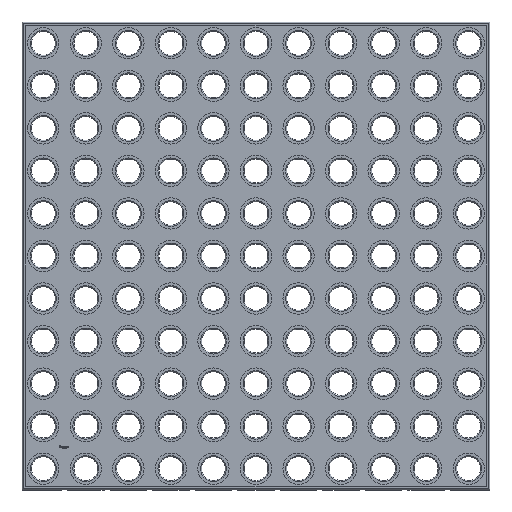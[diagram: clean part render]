
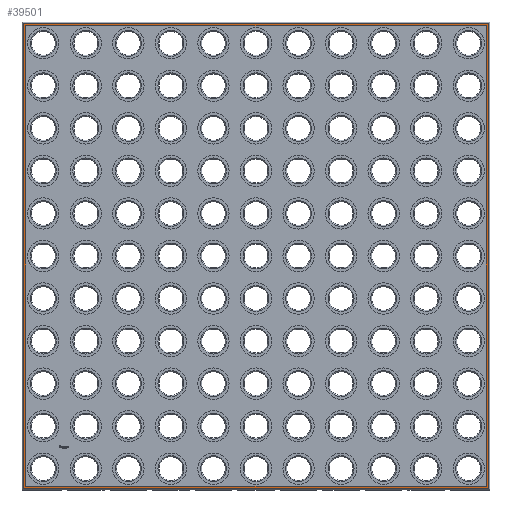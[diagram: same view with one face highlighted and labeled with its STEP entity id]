
A CAD part, top view. The second image highlights one B-rep face of the part: STEP entity #39501.
In plain terms, the highlighted planar face has unit normal (0, 0, 1).
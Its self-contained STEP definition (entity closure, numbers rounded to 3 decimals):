
#100 = PLANE('',#101);
#101 = AXIS2_PLACEMENT_3D('',#102,#103,#104);
#102 = CARTESIAN_POINT('',(-6.25,131.1,2.975));
#103 = DIRECTION('',(0.,0.707,0.707));
#104 = DIRECTION('',(-1.,0.,0.));
#7287 = PLANE('',#7288);
#7288 = AXIS2_PLACEMENT_3D('',#7289,#7290,#7291);
#7289 = CARTESIAN_POINT('',(131.1,131.25,2.975));
#7290 = DIRECTION('',(0.707,0.,0.707)
  );
#7291 = DIRECTION('',(0.,1.,0.));
#8449 = VERTEX_POINT('',#8450);
#8450 = CARTESIAN_POINT('',(-5.95,130.95,3.125));
#8464 = PLANE('',#8465);
#8465 = AXIS2_PLACEMENT_3D('',#8466,#8467,#8468);
#8466 = CARTESIAN_POINT('',(-6.1,-6.25,2.975));
#8467 = DIRECTION('',(-0.707,0.,0.707
    ));
#8468 = DIRECTION('',(0.,-1.,0.));
#8478 = VERTEX_POINT('',#8479);
#8479 = CARTESIAN_POINT('',(130.95,130.95,3.125));
#8500 = EDGE_CURVE('',#8449,#8478,#8501,.T.);
#8501 = SURFACE_CURVE('',#8502,(#8506,#8513),.PCURVE_S1.);
#8502 = LINE('',#8503,#8504);
#8503 = CARTESIAN_POINT('',(-6.25,130.95,3.125));
#8504 = VECTOR('',#8505,1.);
#8505 = DIRECTION('',(1.,0.,0.));
#8506 = PCURVE('',#100,#8507);
#8507 = DEFINITIONAL_REPRESENTATION('',(#8508),#8512);
#8508 = LINE('',#8509,#8510);
#8509 = CARTESIAN_POINT('',(0.,0.212));
#8510 = VECTOR('',#8511,1.);
#8511 = DIRECTION('',(-1.,0.));
#8512 = ( GEOMETRIC_REPRESENTATION_CONTEXT(2) 
PARAMETRIC_REPRESENTATION_CONTEXT() REPRESENTATION_CONTEXT('2D SPACE',''
  ) );
#8513 = PCURVE('',#8514,#8519);
#8514 = PLANE('',#8515);
#8515 = AXIS2_PLACEMENT_3D('',#8516,#8517,#8518);
#8516 = CARTESIAN_POINT('',(62.5,62.5,3.125));
#8517 = DIRECTION('',(0.,0.,1.));
#8518 = DIRECTION('',(1.,0.,0.));
#8519 = DEFINITIONAL_REPRESENTATION('',(#8520),#8524);
#8520 = LINE('',#8521,#8522);
#8521 = CARTESIAN_POINT('',(-68.75,68.45));
#8522 = VECTOR('',#8523,1.);
#8523 = DIRECTION('',(1.,0.));
#8524 = ( GEOMETRIC_REPRESENTATION_CONTEXT(2) 
PARAMETRIC_REPRESENTATION_CONTEXT() REPRESENTATION_CONTEXT('2D SPACE',''
  ) );
#38423 = PLANE('',#38424);
#38424 = AXIS2_PLACEMENT_3D('',#38425,#38426,#38427);
#38425 = CARTESIAN_POINT('',(131.25,-6.1,2.975));
#38426 = DIRECTION('',(0.,-0.707,
    0.707));
#38427 = DIRECTION('',(-1.,0.,0.));
#39410 = VERTEX_POINT('',#39411);
#39411 = CARTESIAN_POINT('',(130.95,-5.95,3.125));
#39432 = EDGE_CURVE('',#8478,#39410,#39433,.T.);
#39433 = SURFACE_CURVE('',#39434,(#39438,#39445),.PCURVE_S1.);
#39434 = LINE('',#39435,#39436);
#39435 = CARTESIAN_POINT('',(130.95,131.25,3.125));
#39436 = VECTOR('',#39437,1.);
#39437 = DIRECTION('',(0.,-1.,0.));
#39438 = PCURVE('',#7287,#39439);
#39439 = DEFINITIONAL_REPRESENTATION('',(#39440),#39444);
#39440 = LINE('',#39441,#39442);
#39441 = CARTESIAN_POINT('',(0.,0.212));
#39442 = VECTOR('',#39443,1.);
#39443 = DIRECTION('',(-1.,0.));
#39444 = ( GEOMETRIC_REPRESENTATION_CONTEXT(2) 
PARAMETRIC_REPRESENTATION_CONTEXT() REPRESENTATION_CONTEXT('2D SPACE',''
  ) );
#39445 = PCURVE('',#8514,#39446);
#39446 = DEFINITIONAL_REPRESENTATION('',(#39447),#39451);
#39447 = LINE('',#39448,#39449);
#39448 = CARTESIAN_POINT('',(68.45,68.75));
#39449 = VECTOR('',#39450,1.);
#39450 = DIRECTION('',(0.,-1.));
#39451 = ( GEOMETRIC_REPRESENTATION_CONTEXT(2) 
PARAMETRIC_REPRESENTATION_CONTEXT() REPRESENTATION_CONTEXT('2D SPACE',''
  ) );
#39457 = VERTEX_POINT('',#39458);
#39458 = CARTESIAN_POINT('',(-5.95,-5.95,3.125));
#39481 = EDGE_CURVE('',#39457,#8449,#39482,.T.);
#39482 = SURFACE_CURVE('',#39483,(#39487,#39494),.PCURVE_S1.);
#39483 = LINE('',#39484,#39485);
#39484 = CARTESIAN_POINT('',(-5.95,-6.25,3.125));
#39485 = VECTOR('',#39486,1.);
#39486 = DIRECTION('',(0.,1.,0.));
#39487 = PCURVE('',#8464,#39488);
#39488 = DEFINITIONAL_REPRESENTATION('',(#39489),#39493);
#39489 = LINE('',#39490,#39491);
#39490 = CARTESIAN_POINT('',(0.,0.212));
#39491 = VECTOR('',#39492,1.);
#39492 = DIRECTION('',(-1.,0.));
#39493 = ( GEOMETRIC_REPRESENTATION_CONTEXT(2) 
PARAMETRIC_REPRESENTATION_CONTEXT() REPRESENTATION_CONTEXT('2D SPACE',''
  ) );
#39494 = PCURVE('',#8514,#39495);
#39495 = DEFINITIONAL_REPRESENTATION('',(#39496),#39500);
#39496 = LINE('',#39497,#39498);
#39497 = CARTESIAN_POINT('',(-68.45,-68.75));
#39498 = VECTOR('',#39499,1.);
#39499 = DIRECTION('',(0.,1.));
#39500 = ( GEOMETRIC_REPRESENTATION_CONTEXT(2) 
PARAMETRIC_REPRESENTATION_CONTEXT() REPRESENTATION_CONTEXT('2D SPACE',''
  ) );
#39501 = ADVANCED_FACE('',(#39502,#39528),#8514,.T.);
#39502 = FACE_BOUND('',#39503,.T.);
#39503 = EDGE_LOOP('',(#39504,#39525,#39526,#39527));
#39504 = ORIENTED_EDGE('',*,*,#39505,.F.);
#39505 = EDGE_CURVE('',#39410,#39457,#39506,.T.);
#39506 = SURFACE_CURVE('',#39507,(#39511,#39518),.PCURVE_S1.);
#39507 = LINE('',#39508,#39509);
#39508 = CARTESIAN_POINT('',(131.25,-5.95,3.125));
#39509 = VECTOR('',#39510,1.);
#39510 = DIRECTION('',(-1.,0.,0.));
#39511 = PCURVE('',#8514,#39512);
#39512 = DEFINITIONAL_REPRESENTATION('',(#39513),#39517);
#39513 = LINE('',#39514,#39515);
#39514 = CARTESIAN_POINT('',(68.75,-68.45));
#39515 = VECTOR('',#39516,1.);
#39516 = DIRECTION('',(-1.,0.));
#39517 = ( GEOMETRIC_REPRESENTATION_CONTEXT(2) 
PARAMETRIC_REPRESENTATION_CONTEXT() REPRESENTATION_CONTEXT('2D SPACE',''
  ) );
#39518 = PCURVE('',#38423,#39519);
#39519 = DEFINITIONAL_REPRESENTATION('',(#39520),#39524);
#39520 = LINE('',#39521,#39522);
#39521 = CARTESIAN_POINT('',(0.,-0.212));
#39522 = VECTOR('',#39523,1.);
#39523 = DIRECTION('',(1.,0.));
#39524 = ( GEOMETRIC_REPRESENTATION_CONTEXT(2) 
PARAMETRIC_REPRESENTATION_CONTEXT() REPRESENTATION_CONTEXT('2D SPACE',''
  ) );
#39525 = ORIENTED_EDGE('',*,*,#39432,.F.);
#39526 = ORIENTED_EDGE('',*,*,#8500,.F.);
#39527 = ORIENTED_EDGE('',*,*,#39481,.F.);
#39528 = FACE_BOUND('',#39529,.T.);
#39529 = EDGE_LOOP('',(#39530,#39560,#39588,#39616));
#39530 = ORIENTED_EDGE('',*,*,#39531,.T.);
#39531 = EDGE_CURVE('',#39532,#39534,#39536,.T.);
#39532 = VERTEX_POINT('',#39533);
#39533 = CARTESIAN_POINT('',(-5.15,-5.15,3.125));
#39534 = VERTEX_POINT('',#39535);
#39535 = CARTESIAN_POINT('',(-5.15,130.15,3.125));
#39536 = SURFACE_CURVE('',#39537,(#39541,#39548),.PCURVE_S1.);
#39537 = LINE('',#39538,#39539);
#39538 = CARTESIAN_POINT('',(-5.15,-5.15,3.125));
#39539 = VECTOR('',#39540,1.);
#39540 = DIRECTION('',(0.,1.,0.));
#39541 = PCURVE('',#8514,#39542);
#39542 = DEFINITIONAL_REPRESENTATION('',(#39543),#39547);
#39543 = LINE('',#39544,#39545);
#39544 = CARTESIAN_POINT('',(-67.65,-67.65));
#39545 = VECTOR('',#39546,1.);
#39546 = DIRECTION('',(0.,1.));
#39547 = ( GEOMETRIC_REPRESENTATION_CONTEXT(2) 
PARAMETRIC_REPRESENTATION_CONTEXT() REPRESENTATION_CONTEXT('2D SPACE',''
  ) );
#39548 = PCURVE('',#39549,#39554);
#39549 = PLANE('',#39550);
#39550 = AXIS2_PLACEMENT_3D('',#39551,#39552,#39553);
#39551 = CARTESIAN_POINT('',(-5.15,-5.15,3.125));
#39552 = DIRECTION('',(1.,0.,0.));
#39553 = DIRECTION('',(0.,1.,0.));
#39554 = DEFINITIONAL_REPRESENTATION('',(#39555),#39559);
#39555 = LINE('',#39556,#39557);
#39556 = CARTESIAN_POINT('',(0.,0.));
#39557 = VECTOR('',#39558,1.);
#39558 = DIRECTION('',(1.,0.));
#39559 = ( GEOMETRIC_REPRESENTATION_CONTEXT(2) 
PARAMETRIC_REPRESENTATION_CONTEXT() REPRESENTATION_CONTEXT('2D SPACE',''
  ) );
#39560 = ORIENTED_EDGE('',*,*,#39561,.T.);
#39561 = EDGE_CURVE('',#39534,#39562,#39564,.T.);
#39562 = VERTEX_POINT('',#39563);
#39563 = CARTESIAN_POINT('',(130.15,130.15,3.125));
#39564 = SURFACE_CURVE('',#39565,(#39569,#39576),.PCURVE_S1.);
#39565 = LINE('',#39566,#39567);
#39566 = CARTESIAN_POINT('',(-5.15,130.15,3.125));
#39567 = VECTOR('',#39568,1.);
#39568 = DIRECTION('',(1.,0.,0.));
#39569 = PCURVE('',#8514,#39570);
#39570 = DEFINITIONAL_REPRESENTATION('',(#39571),#39575);
#39571 = LINE('',#39572,#39573);
#39572 = CARTESIAN_POINT('',(-67.65,67.65));
#39573 = VECTOR('',#39574,1.);
#39574 = DIRECTION('',(1.,0.));
#39575 = ( GEOMETRIC_REPRESENTATION_CONTEXT(2) 
PARAMETRIC_REPRESENTATION_CONTEXT() REPRESENTATION_CONTEXT('2D SPACE',''
  ) );
#39576 = PCURVE('',#39577,#39582);
#39577 = PLANE('',#39578);
#39578 = AXIS2_PLACEMENT_3D('',#39579,#39580,#39581);
#39579 = CARTESIAN_POINT('',(-5.15,130.15,3.125));
#39580 = DIRECTION('',(0.,-1.,0.));
#39581 = DIRECTION('',(1.,0.,0.));
#39582 = DEFINITIONAL_REPRESENTATION('',(#39583),#39587);
#39583 = LINE('',#39584,#39585);
#39584 = CARTESIAN_POINT('',(0.,0.));
#39585 = VECTOR('',#39586,1.);
#39586 = DIRECTION('',(1.,0.));
#39587 = ( GEOMETRIC_REPRESENTATION_CONTEXT(2) 
PARAMETRIC_REPRESENTATION_CONTEXT() REPRESENTATION_CONTEXT('2D SPACE',''
  ) );
#39588 = ORIENTED_EDGE('',*,*,#39589,.T.);
#39589 = EDGE_CURVE('',#39562,#39590,#39592,.T.);
#39590 = VERTEX_POINT('',#39591);
#39591 = CARTESIAN_POINT('',(130.15,-5.15,3.125));
#39592 = SURFACE_CURVE('',#39593,(#39597,#39604),.PCURVE_S1.);
#39593 = LINE('',#39594,#39595);
#39594 = CARTESIAN_POINT('',(130.15,130.15,3.125));
#39595 = VECTOR('',#39596,1.);
#39596 = DIRECTION('',(0.,-1.,0.));
#39597 = PCURVE('',#8514,#39598);
#39598 = DEFINITIONAL_REPRESENTATION('',(#39599),#39603);
#39599 = LINE('',#39600,#39601);
#39600 = CARTESIAN_POINT('',(67.65,67.65));
#39601 = VECTOR('',#39602,1.);
#39602 = DIRECTION('',(0.,-1.));
#39603 = ( GEOMETRIC_REPRESENTATION_CONTEXT(2) 
PARAMETRIC_REPRESENTATION_CONTEXT() REPRESENTATION_CONTEXT('2D SPACE',''
  ) );
#39604 = PCURVE('',#39605,#39610);
#39605 = PLANE('',#39606);
#39606 = AXIS2_PLACEMENT_3D('',#39607,#39608,#39609);
#39607 = CARTESIAN_POINT('',(130.15,130.15,3.125));
#39608 = DIRECTION('',(-1.,0.,0.));
#39609 = DIRECTION('',(0.,-1.,0.));
#39610 = DEFINITIONAL_REPRESENTATION('',(#39611),#39615);
#39611 = LINE('',#39612,#39613);
#39612 = CARTESIAN_POINT('',(0.,0.));
#39613 = VECTOR('',#39614,1.);
#39614 = DIRECTION('',(1.,0.));
#39615 = ( GEOMETRIC_REPRESENTATION_CONTEXT(2) 
PARAMETRIC_REPRESENTATION_CONTEXT() REPRESENTATION_CONTEXT('2D SPACE',''
  ) );
#39616 = ORIENTED_EDGE('',*,*,#39617,.T.);
#39617 = EDGE_CURVE('',#39590,#39532,#39618,.T.);
#39618 = SURFACE_CURVE('',#39619,(#39623,#39630),.PCURVE_S1.);
#39619 = LINE('',#39620,#39621);
#39620 = CARTESIAN_POINT('',(130.15,-5.15,3.125));
#39621 = VECTOR('',#39622,1.);
#39622 = DIRECTION('',(-1.,0.,0.));
#39623 = PCURVE('',#8514,#39624);
#39624 = DEFINITIONAL_REPRESENTATION('',(#39625),#39629);
#39625 = LINE('',#39626,#39627);
#39626 = CARTESIAN_POINT('',(67.65,-67.65));
#39627 = VECTOR('',#39628,1.);
#39628 = DIRECTION('',(-1.,0.));
#39629 = ( GEOMETRIC_REPRESENTATION_CONTEXT(2) 
PARAMETRIC_REPRESENTATION_CONTEXT() REPRESENTATION_CONTEXT('2D SPACE',''
  ) );
#39630 = PCURVE('',#39631,#39636);
#39631 = PLANE('',#39632);
#39632 = AXIS2_PLACEMENT_3D('',#39633,#39634,#39635);
#39633 = CARTESIAN_POINT('',(130.15,-5.15,3.125));
#39634 = DIRECTION('',(0.,1.,0.));
#39635 = DIRECTION('',(-1.,0.,0.));
#39636 = DEFINITIONAL_REPRESENTATION('',(#39637),#39641);
#39637 = LINE('',#39638,#39639);
#39638 = CARTESIAN_POINT('',(0.,0.));
#39639 = VECTOR('',#39640,1.);
#39640 = DIRECTION('',(1.,0.));
#39641 = ( GEOMETRIC_REPRESENTATION_CONTEXT(2) 
PARAMETRIC_REPRESENTATION_CONTEXT() REPRESENTATION_CONTEXT('2D SPACE',''
  ) );
